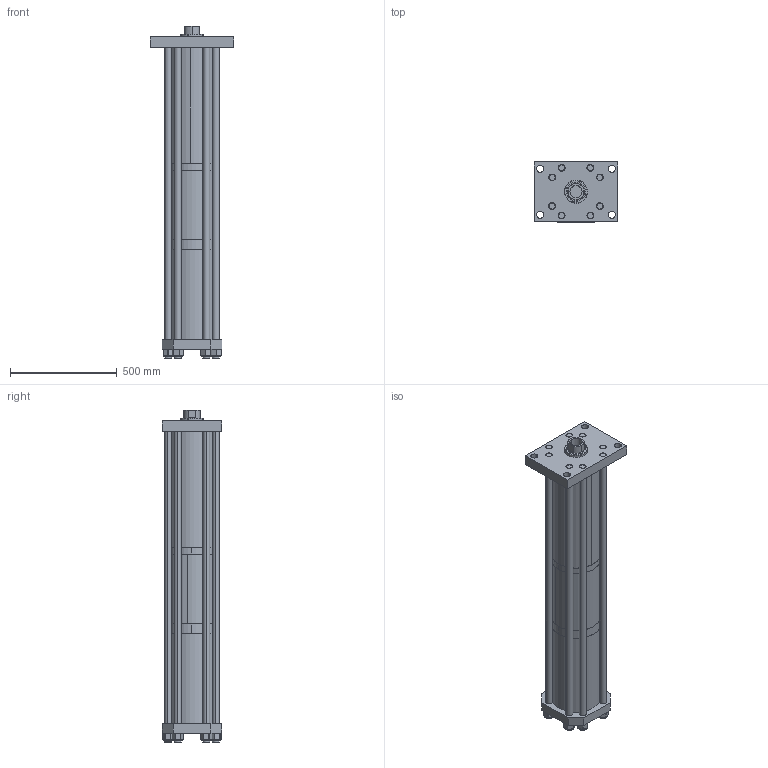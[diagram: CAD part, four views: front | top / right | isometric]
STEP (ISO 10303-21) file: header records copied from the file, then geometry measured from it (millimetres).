
FILE_DESCRIPTION (( 'STEP AP203' ), '1' );
FILE_NAME ('HPI-60-6.00-.50-FH.STEP', '2023-08-24T13:53:05', ( '' ), ( '' ), 'SwSTEP 2.0', 'SolidWorks 2022', '' );
FILE_SCHEMA (( 'CONFIG_CONTROL_DESIGN' ));
Length unit declared in the file: inch
Products named in the file (12): E5064; E5011_60-6.0-.50; NLN 1.25; HPI-60-6.00-.50-FH; EI5005_60-6.0-.50; E5001_Work Rod HPI-50-8-.50-FH; G5010; E5018_60-6.0-.50; E5004; EI5014_60-.50; F5003; E5013
Assembly tree (25 placements, depth 2):
  HPI-60-6.00-.50-FH
    E5004
    F5003
    E5001_Work Rod HPI-50-8-.50-FH
    G5010
    E5013
    E5064
    NLN 1.25  x8
    EI5014_60-.50
    EI5005_60-6.0-.50
    E5011_60-6.0-.50
    E5018_60-6.0-.50  x8
Bounding box: 393.7 x 279.4 x 1558.47 mm (x, y, z)
Volume: 33558281 mm3; surface area: 4103458.5 mm2
Topology: 25 solids, 25 shells, 553 faces, 1292 edges, 822 vertices
Faces by surface type: cylinder 267, plane 218, cone 36, torus 32
Entity records: 11217 total; most frequent: CARTESIAN_POINT 2143, DIRECTION 1708, ORIENTED_EDGE 1406, AXIS2_PLACEMENT_3D 704, EDGE_CURVE 703, VERTEX_POINT 458, EDGE_LOOP 399, CIRCLE 375
